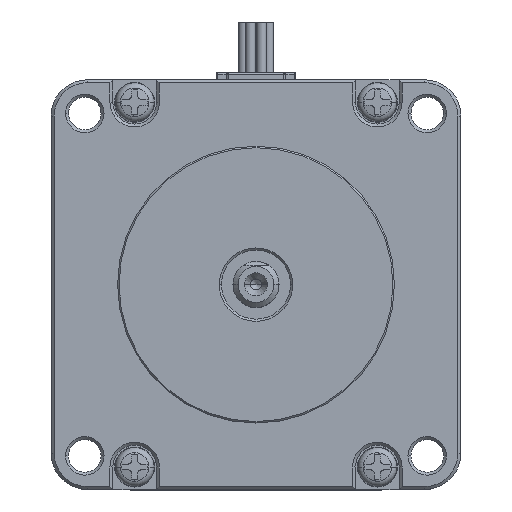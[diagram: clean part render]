
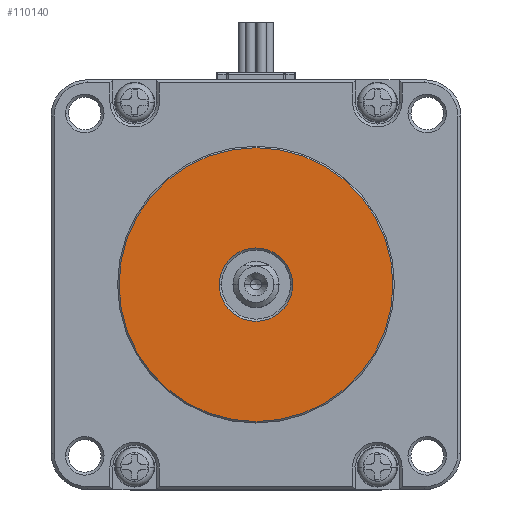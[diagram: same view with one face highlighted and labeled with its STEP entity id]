
A CAD part, top view. The second image highlights one B-rep face of the part: STEP entity #110140.
In plain terms, the highlighted planar face has unit normal (0, 0, 1).
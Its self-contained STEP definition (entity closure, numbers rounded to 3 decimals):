
#89140=CARTESIAN_POINT('',(18.85,0.,1.6));
#89150=VERTEX_POINT('',#89140);
#89180=CARTESIAN_POINT('',(0.,0.,
1.6));
#89190=DIRECTION('',(-0.,-0.,1.));
#89200=DIRECTION('',(-1.,0.,-0.));
#89210=AXIS2_PLACEMENT_3D('',#89180,#89190,#89200);
#89220=CIRCLE('',#89210,18.85);
#89230=CARTESIAN_POINT('',(-18.85,0.,1.6));
#89240=VERTEX_POINT('',#89230);
#89250=EDGE_CURVE('',#89150,#89240,#89220,.T.);
#109890=CARTESIAN_POINT('',(-19.076,-19.076,1.6));
#109900=DIRECTION('',(0.,0.,1.));
#109910=DIRECTION('',(1.,0.,-0.));
#109920=AXIS2_PLACEMENT_3D('',#109890,#109900,#109910);
#109930=PLANE('',#109920);
#109940=EDGE_CURVE('',#89240,#89150,#89220,.T.);
#109950=ORIENTED_EDGE('',*,*,#109940,.T.);
#109960=ORIENTED_EDGE('',*,*,#89250,.T.);
#109970=EDGE_LOOP('',(#109960,#109950));
#109980=FACE_OUTER_BOUND('',#109970,.T.);
#109990=CARTESIAN_POINT('',(0.,0.,1.6
));
#110000=DIRECTION('',(-0.,-0.,-1.));
#110010=DIRECTION('',(1.,0.,0.));
#110020=AXIS2_PLACEMENT_3D('',#109990,#110000,#110010);
#110030=CIRCLE('',#110020,5.05);
#110040=CARTESIAN_POINT('',(5.05,0.,
1.6));
#110050=VERTEX_POINT('',#110040);
#110060=CARTESIAN_POINT('',(-5.05,0.,1.6)
);
#110070=VERTEX_POINT('',#110060);
#110080=EDGE_CURVE('',#110050,#110070,#110030,.T.);
#110090=ORIENTED_EDGE('',*,*,#110080,.T.);
#110100=EDGE_CURVE('',#110070,#110050,#110030,.T.);
#110110=ORIENTED_EDGE('',*,*,#110100,.T.);
#110120=EDGE_LOOP('',(#110110,#110090));
#110130=FACE_BOUND('',#110120,.T.);
#110140=ADVANCED_FACE('',(#109980,#110130),#109930,.T.);
